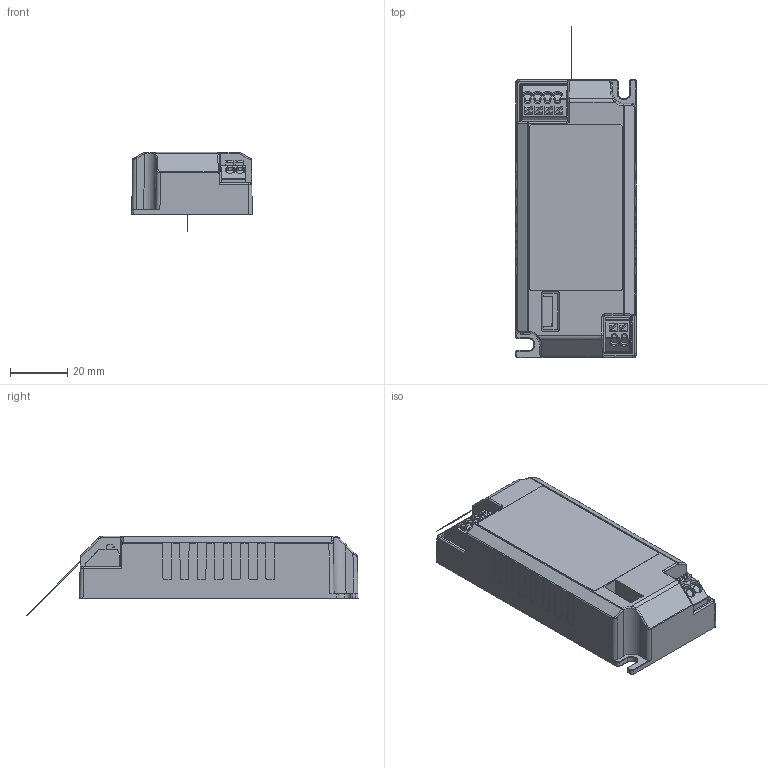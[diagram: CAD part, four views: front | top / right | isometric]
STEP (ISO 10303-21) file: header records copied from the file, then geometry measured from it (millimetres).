
FILE_DESCRIPTION(('Creo Elements/Direct Modeling STEP Export'),'2;1');
FILE_NAME('K33.5.stp','2020-06-24T12:25:29',(''),(''),'PTC Creo Elements/Direct Modeling STEP processor for AP214 (Solid Model)','PTC Creo Elements/Direct Modeling 19.0E 27-Jun-2016 (C) Parametric Technology GmbH','');
FILE_SCHEMA(('AUTOMOTIVE_DESIGN { 1 0 10303 214 1 1 1 1 }'));
Length unit declared in the file: millimetre
Products named in the file (8): casing_top; PCB; clamp1; clamp2; coil; casing_bottom; K33_5
Assembly tree (7 placements, depth 3):
  K33_5
    casing_bottom
    PCB
      coil
      clamp2
      clamp1
      PCB
    casing_top
Bounding box: 42.2 x 116.13 x 27.98 mm (x, y, z)
Volume: 27482 mm3; surface area: 39883.5 mm2
Topology: 6 solids, 6 shells, 1925 faces, 5040 edges, 3219 vertices
Faces by surface type: plane 872, cylinder 526, extrusion 258, bspline 230, sphere 14, torus 13, cone 12
Entity records: 94999 total; most frequent: CARTESIAN_POINT 34588, ORIENTED_EDGE 10028, DIRECTION 7689, EDGE_CURVE 5014, VERTEX_POINT 3218, VECTOR 3189, LINE 2931, AXIS2_PLACEMENT_3D 2250
